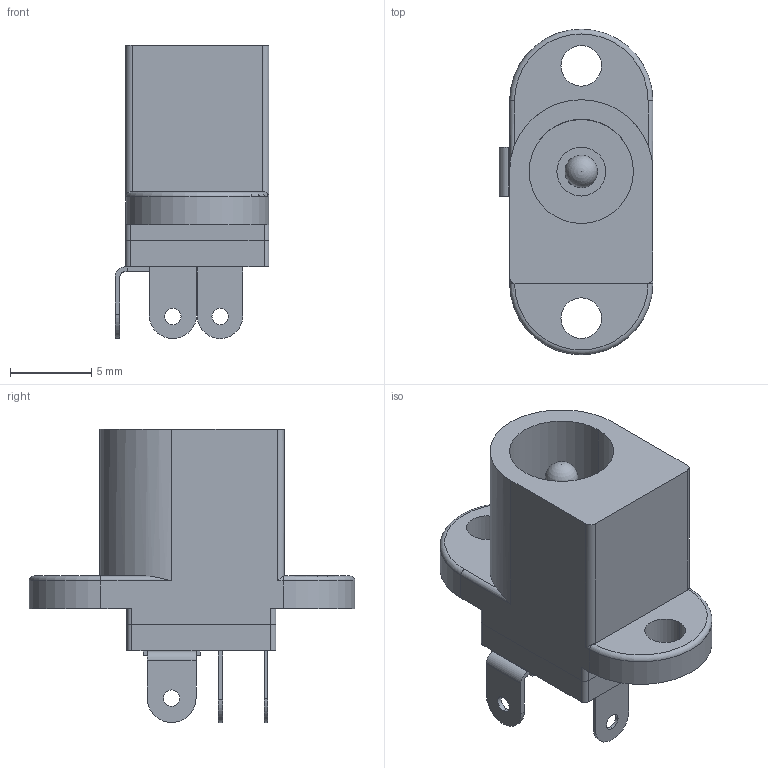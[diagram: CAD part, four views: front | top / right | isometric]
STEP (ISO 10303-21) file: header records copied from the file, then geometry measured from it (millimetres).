
FILE_DESCRIPTION (( 'STEP AP214' ), '1' );
FILE_NAME ('CUI_DEVICES_PJ-038A.step', '2019-10-20T23:23:26', ( '' ), ( '' ), 'SwSTEP 2.0', 'SolidWorks 2019', '' );
FILE_SCHEMA (( 'AUTOMOTIVE_DESIGN' ));
Length unit declared in the file: inch
Products named in the file (1): CUI_DEVICES_PJ-038A
Bounding box: 9.45 x 20 x 18 mm (x, y, z)
Volume: 1078.8 mm3; surface area: 1318.3 mm2
Topology: 2 solids, 2 shells, 94 faces, 241 edges, 157 vertices
Faces by surface type: plane 45, cylinder 44, torus 4, sphere 1
Entity records: 3564 total; most frequent: CARTESIAN_POINT 520, DIRECTION 511, ORIENTED_EDGE 478, EDGE_CURVE 239, AXIS2_PLACEMENT_3D 183, VERTEX_POINT 156, LINE 145, VECTOR 145
